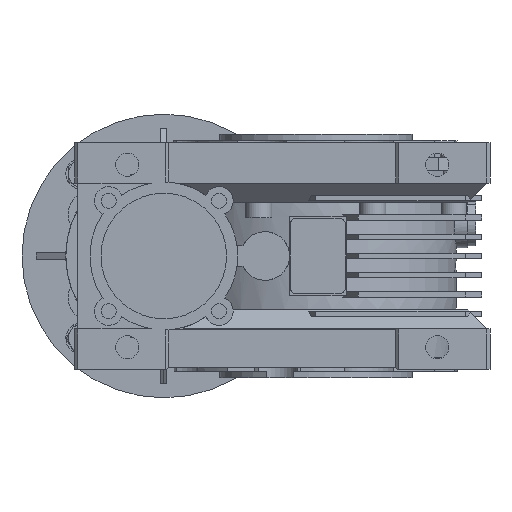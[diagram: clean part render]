
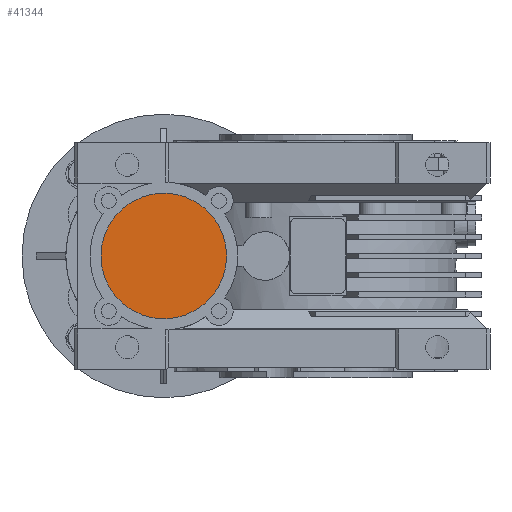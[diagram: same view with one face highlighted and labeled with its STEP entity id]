
A CAD part, left-side view. The second image highlights one B-rep face of the part: STEP entity #41344.
In plain terms, the highlighted planar face has unit normal (-1, 0, 0).
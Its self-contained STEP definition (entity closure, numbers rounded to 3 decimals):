
#646 = AXIS2_PLACEMENT_3D ( 'NONE', #9713, #22904, #25972 ) ;
#844 = EDGE_CURVE ( 'NONE', #28096, #2584, #40196, .T. ) ;
#2584 = VERTEX_POINT ( 'NONE', #14115 ) ;
#6427 = CIRCLE ( 'NONE', #42931, 31. ) ;
#8939 = EDGE_CURVE ( 'NONE', #2584, #28096, #6427, .T. ) ;
#9713 = CARTESIAN_POINT ( 'NONE',  ( -84.51, 75., 0. ) ) ;
#10640 = DIRECTION ( 'NONE',  ( -1., 0., 0. ) ) ;
#12800 = PLANE ( 'NONE',  #646 ) ;
#14115 = CARTESIAN_POINT ( 'NONE',  ( -84.51, 106., 0. ) ) ;
#17533 = DIRECTION ( 'NONE',  ( 0., -1., 0. ) ) ;
#17969 = CARTESIAN_POINT ( 'NONE',  ( -84.51, 75., 0. ) ) ;
#22904 = DIRECTION ( 'NONE',  ( -1., 0., 0. ) ) ;
#24050 = DIRECTION ( 'NONE',  ( 0., -1., 0. ) ) ;
#25972 = DIRECTION ( 'NONE',  ( 0., 0., 1. ) ) ;
#26288 = ORIENTED_EDGE ( 'NONE', *, *, #844, .T. ) ;
#28096 = VERTEX_POINT ( 'NONE', #34757 ) ;
#29683 = AXIS2_PLACEMENT_3D ( 'NONE', #17969, #38203, #17533 ) ;
#34757 = CARTESIAN_POINT ( 'NONE',  ( -84.51, 44., 0. ) ) ;
#38203 = DIRECTION ( 'NONE',  ( -1., 0., 0. ) ) ;
#39732 = EDGE_LOOP ( 'NONE', ( #26288, #42764 ) ) ;
#39852 = FACE_OUTER_BOUND ( 'NONE', #39732, .T. ) ;
#40196 = CIRCLE ( 'NONE', #29683, 31. ) ;
#40995 = CARTESIAN_POINT ( 'NONE',  ( -84.51, 75., 0. ) ) ;
#41344 = ADVANCED_FACE ( 'NONE', ( #39852 ), #12800, .T. ) ;
#42764 = ORIENTED_EDGE ( 'NONE', *, *, #8939, .T. ) ;
#42931 = AXIS2_PLACEMENT_3D ( 'NONE', #40995, #10640, #24050 ) ;
